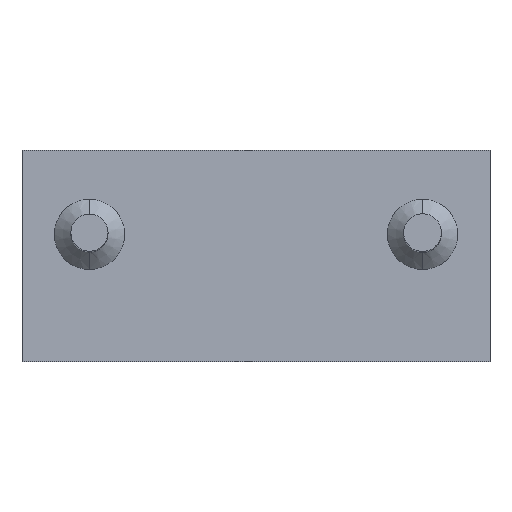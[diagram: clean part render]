
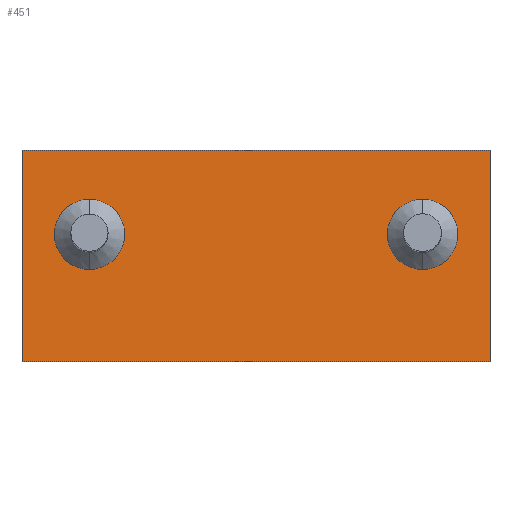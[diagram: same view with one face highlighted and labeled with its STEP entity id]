
A CAD part, top view. The second image highlights one B-rep face of the part: STEP entity #451.
In plain terms, the highlighted planar face has unit normal (0, 0.052, 0.999).
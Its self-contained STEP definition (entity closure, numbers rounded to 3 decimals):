
#3 = CARTESIAN_POINT ( 'NONE',  ( -42., 19., 3.009 ) ) ;
#8 = CARTESIAN_POINT ( 'NONE',  ( 42., 19., 3.009 ) ) ;
#10 = DIRECTION ( 'NONE',  ( 0., -0.999, 0.052 ) ) ;
#22 = EDGE_CURVE ( 'NONE', #184, #113, #418, .T. ) ;
#26 = EDGE_LOOP ( 'NONE', ( #63, #286, #308, #346 ) ) ;
#31 = CARTESIAN_POINT ( 'NONE',  ( 29.896, 3.869, 3.802 ) ) ;
#42 = CARTESIAN_POINT ( 'NONE',  ( -29.896, 3.869, 3.802 ) ) ;
#52 = VECTOR ( 'NONE', #147, 1000. ) ;
#55 = FACE_OUTER_BOUND ( 'NONE', #26, .T. ) ;
#60 = EDGE_CURVE ( 'NONE', #214, #97, #425, .T. ) ;
#63 = ORIENTED_EDGE ( 'NONE', *, *, #99, .T. ) ;
#69 = AXIS2_PLACEMENT_3D ( 'NONE', #172, #93, #252 ) ;
#93 = DIRECTION ( 'NONE',  ( 0., 0.052, 0.999 ) ) ;
#97 = VERTEX_POINT ( 'NONE', #324 ) ;
#99 = EDGE_CURVE ( 'NONE', #184, #370, #160, .T. ) ;
#100 = VERTEX_POINT ( 'NONE', #200 ) ;
#104 = LINE ( 'NONE', #383, #52 ) ;
#113 = VERTEX_POINT ( 'NONE', #8 ) ;
#116 = AXIS2_PLACEMENT_3D ( 'NONE', #42, #126, #10 ) ;
#125 = CARTESIAN_POINT ( 'NONE',  ( 0., -0.026, 4.006 ) ) ;
#126 = DIRECTION ( 'NONE',  ( 0., 0.052, 0.999 ) ) ;
#138 = VERTEX_POINT ( 'NONE', #314 ) ;
#143 = CARTESIAN_POINT ( 'NONE',  ( 29.896, 3.869, 3.802 ) ) ;
#147 = DIRECTION ( 'NONE',  ( 1., 0., 0. ) ) ;
#158 = CARTESIAN_POINT ( 'NONE',  ( 29.896, -2.423, 4.131 ) ) ;
#160 = LINE ( 'NONE', #431, #162 ) ;
#162 = VECTOR ( 'NONE', #239, 1000. ) ;
#165 = DIRECTION ( 'NONE',  ( 0., -0.052, -0.999 ) ) ;
#172 = CARTESIAN_POINT ( 'NONE',  ( -29.896, 3.869, 3.802 ) ) ;
#179 = DIRECTION ( 'NONE',  ( 0., 0.999, -0.052 ) ) ;
#184 = VERTEX_POINT ( 'NONE', #3 ) ;
#200 = CARTESIAN_POINT ( 'NONE',  ( 42., -19., 5. ) ) ;
#214 = VERTEX_POINT ( 'NONE', #158 ) ;
#218 = EDGE_CURVE ( 'NONE', #378, #138, #263, .T. ) ;
#219 = DIRECTION ( 'NONE',  ( 0., -0.999, 0.052 ) ) ;
#223 = CIRCLE ( 'NONE', #69, 6.3 ) ;
#231 = DIRECTION ( 'NONE',  ( 0., -0.999, 0.052 ) ) ;
#239 = DIRECTION ( 'NONE',  ( 0., -0.999, 0.052 ) ) ;
#244 = DIRECTION ( 'NONE',  ( -1., 0., 0. ) ) ;
#245 = VECTOR ( 'NONE', #179, 1000. ) ;
#251 = PLANE ( 'NONE',  #362 ) ;
#252 = DIRECTION ( 'NONE',  ( 0., -0.999, 0.052 ) ) ;
#263 = CIRCLE ( 'NONE', #116, 6.3 ) ;
#265 = CARTESIAN_POINT ( 'NONE',  ( -42., -19., 5. ) ) ;
#274 = EDGE_CURVE ( 'NONE', #138, #378, #223, .T. ) ;
#286 = ORIENTED_EDGE ( 'NONE', *, *, #366, .T. ) ;
#288 = CARTESIAN_POINT ( 'NONE',  ( 42., -19., 5. ) ) ;
#289 = ORIENTED_EDGE ( 'NONE', *, *, #218, .F. ) ;
#293 = EDGE_CURVE ( 'NONE', #97, #214, #417, .T. ) ;
#297 = EDGE_LOOP ( 'NONE', ( #289, #381 ) ) ;
#300 = EDGE_CURVE ( 'NONE', #100, #113, #336, .T. ) ;
#308 = ORIENTED_EDGE ( 'NONE', *, *, #300, .T. ) ;
#314 = CARTESIAN_POINT ( 'NONE',  ( -29.896, -2.423, 4.131 ) ) ;
#321 = AXIS2_PLACEMENT_3D ( 'NONE', #31, #344, #231 ) ;
#324 = CARTESIAN_POINT ( 'NONE',  ( 29.896, 10.16, 3.472 ) ) ;
#336 = LINE ( 'NONE', #288, #245 ) ;
#338 = ORIENTED_EDGE ( 'NONE', *, *, #293, .F. ) ;
#344 = DIRECTION ( 'NONE',  ( 0., 0.052, 0.999 ) ) ;
#346 = ORIENTED_EDGE ( 'NONE', *, *, #22, .F. ) ;
#359 = FACE_BOUND ( 'NONE', #297, .T. ) ;
#362 = AXIS2_PLACEMENT_3D ( 'NONE', #125, #165, #244 ) ;
#366 = EDGE_CURVE ( 'NONE', #370, #100, #104, .T. ) ;
#370 = VERTEX_POINT ( 'NONE', #265 ) ;
#375 = DIRECTION ( 'NONE',  ( 0., 0.052, 0.999 ) ) ;
#378 = VERTEX_POINT ( 'NONE', #455 ) ;
#381 = ORIENTED_EDGE ( 'NONE', *, *, #274, .F. ) ;
#383 = CARTESIAN_POINT ( 'NONE',  ( -42., -19., 5. ) ) ;
#396 = AXIS2_PLACEMENT_3D ( 'NONE', #143, #375, #219 ) ;
#415 = ORIENTED_EDGE ( 'NONE', *, *, #60, .F. ) ;
#417 = CIRCLE ( 'NONE', #396, 6.3 ) ;
#418 = LINE ( 'NONE', #459, #429 ) ;
#424 = EDGE_LOOP ( 'NONE', ( #338, #415 ) ) ;
#425 = CIRCLE ( 'NONE', #321, 6.3 ) ;
#426 = DIRECTION ( 'NONE',  ( 1., 0., 0. ) ) ;
#429 = VECTOR ( 'NONE', #426, 1000. ) ;
#431 = CARTESIAN_POINT ( 'NONE',  ( -42., -19., 5. ) ) ;
#438 = FACE_BOUND ( 'NONE', #424, .T. ) ;
#451 = ADVANCED_FACE ( 'NONE', ( #438, #359, #55 ), #251, .F. ) ;
#455 = CARTESIAN_POINT ( 'NONE',  ( -29.896, 10.16, 3.472 ) ) ;
#459 = CARTESIAN_POINT ( 'NONE',  ( -42., 19., 3.009 ) ) ;
